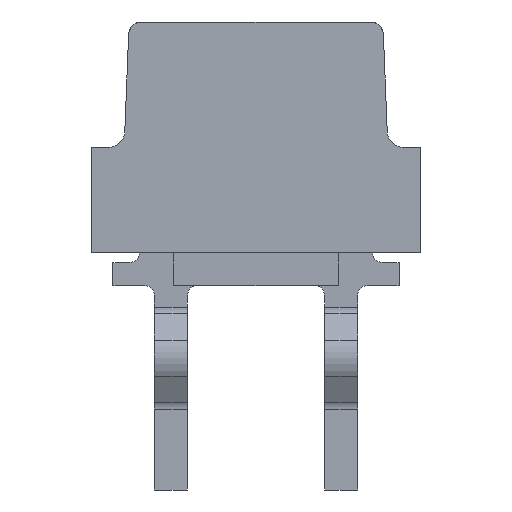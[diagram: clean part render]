
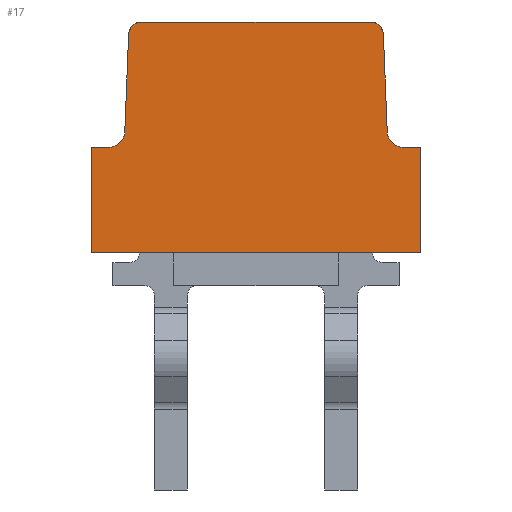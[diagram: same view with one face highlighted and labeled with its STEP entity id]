
A CAD part, front view. The second image highlights one B-rep face of the part: STEP entity #17.
In plain terms, the highlighted planar face has unit normal (0, -1, 0).
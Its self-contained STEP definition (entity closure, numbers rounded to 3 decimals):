
#17 = ADVANCED_FACE('',(#18),#120,.F.);
#18 = FACE_BOUND('',#19,.F.);
#19 = EDGE_LOOP('',(#20,#31,#39,#48,#56,#64,#72,#80,#88,#97,#105,#114));
#20 = ORIENTED_EDGE('',*,*,#21,.F.);
#21 = EDGE_CURVE('',#22,#24,#26,.T.);
#22 = VERTEX_POINT('',#23);
#23 = CARTESIAN_POINT('',(3.033,-1.575,3.808));
#24 = VERTEX_POINT('',#25);
#25 = CARTESIAN_POINT('',(2.833,-1.575,4.));
#26 = CIRCLE('',#27,0.2);
#27 = AXIS2_PLACEMENT_3D('',#28,#29,#30);
#28 = CARTESIAN_POINT('',(2.833,-1.575,3.8));
#29 = DIRECTION('',(0.,-1.,0.));
#30 = DIRECTION('',(0.999,0.,
    0.039));
#31 = ORIENTED_EDGE('',*,*,#32,.T.);
#32 = EDGE_CURVE('',#22,#33,#35,.T.);
#33 = VERTEX_POINT('',#34);
#34 = CARTESIAN_POINT('',(3.091,-1.575,2.34));
#35 = LINE('',#36,#37);
#36 = CARTESIAN_POINT('',(3.033,-1.575,3.808));
#37 = VECTOR('',#38,1.);
#38 = DIRECTION('',(0.039,0.,
    -0.999));
#39 = ORIENTED_EDGE('',*,*,#40,.T.);
#40 = EDGE_CURVE('',#33,#41,#43,.T.);
#41 = VERTEX_POINT('',#42);
#42 = CARTESIAN_POINT('',(3.34,-1.575,2.1));
#43 = CIRCLE('',#44,0.25);
#44 = AXIS2_PLACEMENT_3D('',#45,#46,#47);
#45 = CARTESIAN_POINT('',(3.34,-1.575,2.35));
#46 = DIRECTION('',(0.,-1.,0.));
#47 = DIRECTION('',(-0.999,0.,
    -0.039));
#48 = ORIENTED_EDGE('',*,*,#49,.T.);
#49 = EDGE_CURVE('',#41,#50,#52,.T.);
#50 = VERTEX_POINT('',#51);
#51 = CARTESIAN_POINT('',(3.6,-1.575,2.1));
#52 = LINE('',#53,#54);
#53 = CARTESIAN_POINT('',(3.34,-1.575,2.1));
#54 = VECTOR('',#55,1.);
#55 = DIRECTION('',(1.,0.,0.));
#56 = ORIENTED_EDGE('',*,*,#57,.T.);
#57 = EDGE_CURVE('',#50,#58,#60,.T.);
#58 = VERTEX_POINT('',#59);
#59 = CARTESIAN_POINT('',(3.6,-1.575,0.5));
#60 = LINE('',#61,#62);
#61 = CARTESIAN_POINT('',(3.6,-1.575,2.1));
#62 = VECTOR('',#63,1.);
#63 = DIRECTION('',(0.,0.,-1.));
#64 = ORIENTED_EDGE('',*,*,#65,.T.);
#65 = EDGE_CURVE('',#58,#66,#68,.T.);
#66 = VERTEX_POINT('',#67);
#67 = CARTESIAN_POINT('',(-1.4,-1.575,0.5));
#68 = LINE('',#69,#70);
#69 = CARTESIAN_POINT('',(3.6,-1.575,0.5));
#70 = VECTOR('',#71,1.);
#71 = DIRECTION('',(-1.,0.,0.));
#72 = ORIENTED_EDGE('',*,*,#73,.T.);
#73 = EDGE_CURVE('',#66,#74,#76,.T.);
#74 = VERTEX_POINT('',#75);
#75 = CARTESIAN_POINT('',(-1.4,-1.575,2.1));
#76 = LINE('',#77,#78);
#77 = CARTESIAN_POINT('',(-1.4,-1.575,0.5));
#78 = VECTOR('',#79,1.);
#79 = DIRECTION('',(0.,0.,1.));
#80 = ORIENTED_EDGE('',*,*,#81,.T.);
#81 = EDGE_CURVE('',#74,#82,#84,.T.);
#82 = VERTEX_POINT('',#83);
#83 = CARTESIAN_POINT('',(-1.14,-1.575,2.1));
#84 = LINE('',#85,#86);
#85 = CARTESIAN_POINT('',(-1.4,-1.575,2.1));
#86 = VECTOR('',#87,1.);
#87 = DIRECTION('',(1.,0.,0.));
#88 = ORIENTED_EDGE('',*,*,#89,.T.);
#89 = EDGE_CURVE('',#82,#90,#92,.T.);
#90 = VERTEX_POINT('',#91);
#91 = CARTESIAN_POINT('',(-0.891,-1.575,2.34));
#92 = CIRCLE('',#93,0.25);
#93 = AXIS2_PLACEMENT_3D('',#94,#95,#96);
#94 = CARTESIAN_POINT('',(-1.14,-1.575,2.35));
#95 = DIRECTION('',(0.,-1.,0.));
#96 = DIRECTION('',(0.,0.,-1.));
#97 = ORIENTED_EDGE('',*,*,#98,.T.);
#98 = EDGE_CURVE('',#90,#99,#101,.T.);
#99 = VERTEX_POINT('',#100);
#100 = CARTESIAN_POINT('',(-0.833,-1.575,3.808));
#101 = LINE('',#102,#103);
#102 = CARTESIAN_POINT('',(-0.891,-1.575,2.34));
#103 = VECTOR('',#104,1.);
#104 = DIRECTION('',(0.039,0.,
    0.999));
#105 = ORIENTED_EDGE('',*,*,#106,.F.);
#106 = EDGE_CURVE('',#107,#99,#109,.T.);
#107 = VERTEX_POINT('',#108);
#108 = CARTESIAN_POINT('',(-0.633,-1.575,4.));
#109 = CIRCLE('',#110,0.2);
#110 = AXIS2_PLACEMENT_3D('',#111,#112,#113);
#111 = CARTESIAN_POINT('',(-0.633,-1.575,3.8));
#112 = DIRECTION('',(0.,-1.,0.));
#113 = DIRECTION('',(0.,0.,1.));
#114 = ORIENTED_EDGE('',*,*,#115,.T.);
#115 = EDGE_CURVE('',#107,#24,#116,.T.);
#116 = LINE('',#117,#118);
#117 = CARTESIAN_POINT('',(-0.633,-1.575,4.));
#118 = VECTOR('',#119,1.);
#119 = DIRECTION('',(1.,0.,0.));
#120 = PLANE('',#121);
#121 = AXIS2_PLACEMENT_3D('',#122,#123,#124);
#122 = CARTESIAN_POINT('',(1.1,-1.575,4.));
#123 = DIRECTION('',(0.,1.,0.));
#124 = DIRECTION('',(-1.,0.,0.));
